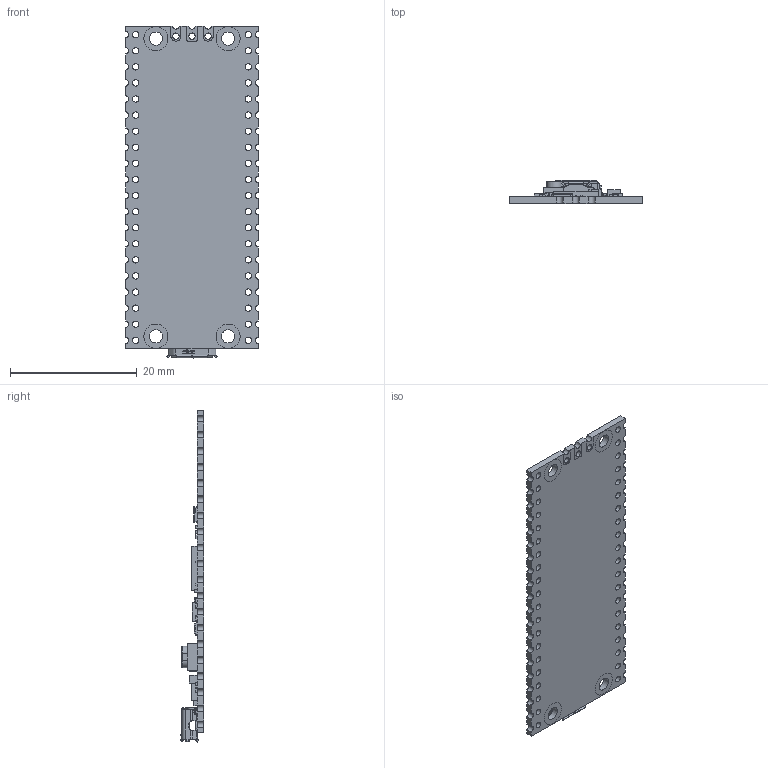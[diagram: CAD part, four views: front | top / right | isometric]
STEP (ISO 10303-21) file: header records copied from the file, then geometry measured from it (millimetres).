
FILE_DESCRIPTION(/* description */ ('STEP AP214'),/* implementation_level */ '2;1');
FILE_NAME(/* name */ '60a9db536a99a2118ccd6714',/* time_stamp */ '2021-05-23T04:34:33+00:00',/* author */ (''),/* organization */ (''),/* preprocessor_version */ 'ST-DEVELOPER v18.1',/* originating_system */ ' ',/* authorisation */ ' ');
FILE_SCHEMA (('AUTOMOTIVE_DESIGN {1 0 10303 214 3 1 1}'));
Products named in the file (116): SMD Capacitor, Configurable, Raspberry Pi Pico-R3_C18; SMD Capacitor, Configurable, Raspberry Pi Pico-R3_C17; SMD Capacitor, Configurable, Raspberry Pi Pico-R3_C16; SMD Capacitor, Configurable, Raspberry Pi Pico-R3_C15; SMD Capacitor, Configurable, Raspberry Pi Pico-R3_C14; SMD Capacitor, Configurable, Raspberry Pi Pico-R3_C13; SMD Capacitor, Configurable, Raspberry Pi Pico-R3_C12; SMD Capacitor, Configurable, Raspberry Pi Pico-R3_C11; SMD Capacitor, Configurable, Raspberry Pi Pico-R3_C10; SMD Capacitor, Configurable, Raspberry Pi Pico-R3_C9; SMD Capacitor, Configurable, Raspberry Pi Pico-R3_C8; SMD Capacitor, Configurable, Raspberry Pi Pico-R3_C7; SMD Capacitor, Configurable, Raspberry Pi Pico-R3_C6; SMD Capacitor, Configurable, Raspberry Pi Pico-R3_C5; SMD Capacitor, Configurable, Raspberry Pi Pico-R3_C4; SMD Capacitor, Configurable, Raspberry Pi Pico-R3_C3; SMD Capacitor, Configurable, Raspberry Pi Pico-R3_C2; SMD Capacitor, Configurable, Raspberry Pi Pico-R3_C1; SMD Resistor, Configurable, Raspberry Pi Pico-R3_R15; SMD Resistor, Configurable, Raspberry Pi Pico-R3_R14; SMD Resistor, Configurable, Raspberry Pi Pico-R3_R13; SMD Resistor, Configurable, Raspberry Pi Pico-R3_R12; SMD Resistor, Configurable, Raspberry Pi Pico-R3_R11; SMD Resistor, Configurable, Raspberry Pi Pico-R3_R10; SMD Resistor, Configurable, Raspberry Pi Pico-R3_R9; SMD Resistor, Configurable, Raspberry Pi Pico-R3_R8; SMD Resistor, Configurable, Raspberry Pi Pico-R3_R7; SMD Resistor, Configurable, Raspberry Pi Pico-R3_R6; SMD Resistor, Configurable, Raspberry Pi Pico-R3_R5; SMD Resistor, Configurable, Raspberry Pi Pico-R3_R4; SMD Resistor, Configurable, Raspberry Pi Pico-R3_R3; SMD Resistor, Configurable, Raspberry Pi Pico-R3_R2; SMD Resistor, Configurable, Raspberry Pi Pico-R3_R1; X1, X12M000000S096, 12 Mhz Crystal Resonator, Raspberry Pi Pico-R3; Q1, MOSFET, DMG1012T, Raspberry Pi Pico-R3; U3, W25Q16JVUXIQ, Serial NOR Flash 16 Mbit, Raspberry Pi Pico-R3; U2, RT6150B-33GQW, Buck Boost Converter, Raspberry Pi Pico-R3; L1, Inductor, Raspberry Pi Pico-R3; D2, QSME-C194, LED, Raspberry Pi Pico-R3; D1, Diode, Schottky, Raspberry Pi Pico-R3 ...
Bounding box: 21 x 3.69 x 52.43 mm (x, y, z)
Volume: 1159.5 mm3; surface area: 3059.6 mm2
Topology: 116 solids, 116 shells, 2266 faces, 5305 edges, 3203 vertices
Faces by surface type: plane 1245, cylinder 698, torus 249, bspline 50, sphere 24
Full cylindrical faces by diameter (mm): 1 x43, 2.1 x4, 3.8 x8
Entity records: 67764 total; most frequent: CARTESIAN_POINT 12749, DIRECTION 10645, ORIENTED_EDGE 10346, EDGE_CURVE 5173, LINE 3579, VECTOR 3579, AXIS2_PLACEMENT_3D 3533, VERTEX_POINT 3189
